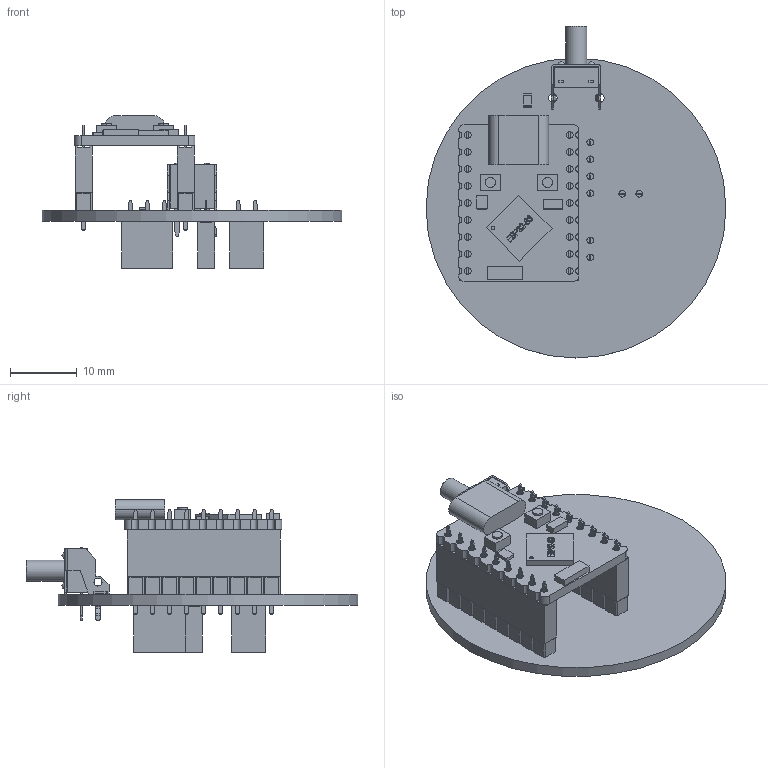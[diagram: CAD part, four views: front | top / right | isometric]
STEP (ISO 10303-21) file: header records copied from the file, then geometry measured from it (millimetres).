
FILE_DESCRIPTION(('KiCad electronic assembly'),'2;1');
FILE_NAME('ChristmasTreeBrain.step','2024-11-04T15:03:06',('Pcbnew'),( 'Kicad'),'Open CASCADE STEP processor 7.8','KiCad to STEP converter' ,'Unknown');
FILE_SCHEMA(('AUTOMOTIVE_DESIGN { 1 0 10303 214 1 1 1 1 }'));
Length unit declared in the file: millimetre
Products named in the file (18): ChristmasTreeBrain 1; SW_Tactile_SPST_Angled_PTS645Vx83-2LFS; ESP32-S3 Zero; PinHeader_1x09_P2.54mm_Vertical; PinHeader_1x09_P254mm_Vertical; PinSocket_1x09_P2.54mm_Vertical; PinSocket_1x09_P254mm_Vertical; R_0805_2012Metric; PinSocket_1x04_P2.54mm_Vertical; PinSocket_1x04_P254mm_Vertical; PinSocket_1x03_P2.54mm_Vertical; PinSocket_1x03_P254mm_Vertical; PinSocket_1x02_P2.54mm_Vertical; PinSocket_1x02_P254mm_Vertical; ChristmasTreeBrain_PCB
Assembly tree (20 placements, depth 3):
  ChristmasTreeBrain 1
    SW_Tactile_SPST_Angled_PTS645Vx83-2LFS
      SW_Tactile_SPST_Angled_PTS645Vx83-2LFS
    ESP32-S3 Zero
      ESP32-S3 Zero
    PinHeader_1x09_P2.54mm_Vertical  x2
      PinHeader_1x09_P254mm_Vertical
    PinSocket_1x09_P2.54mm_Vertical  x2
      PinSocket_1x09_P254mm_Vertical
    R_0805_2012Metric
      R_0805_2012Metric
    PinSocket_1x04_P2.54mm_Vertical
      PinSocket_1x04_P254mm_Vertical
    PinSocket_1x03_P2.54mm_Vertical
      PinSocket_1x03_P254mm_Vertical
    PinSocket_1x02_P2.54mm_Vertical  x2
      PinSocket_1x02_P254mm_Vertical
    ChristmasTreeBrain_PCB
Bounding box: 44.8 x 49.59 x 22.8 mm (x, y, z)
Volume: 4997 mm3; surface area: 8720.7 mm2
Topology: 21 solids, 21 shells, 1853 faces, 4725 edges, 3063 vertices
Faces by surface type: plane 1629, cylinder 152, bspline 67, sphere 4, torus 1
Full cylindrical faces by diameter (mm): 0.8 x4, 0.99 x2, 1 x33, 1.2 x2, 1.3 x2, 3.14 x1, 3.5 x1, 44.8 x1
Entity records: 50435 total; most frequent: CARTESIAN_POINT 10868, ORIENTED_EDGE 6530, DIRECTION 5905, EDGE_CURVE 3265, LINE 2809, VECTOR 2809, VERTEX_POINT 2131, AXIS2_PLACEMENT_3D 1548
